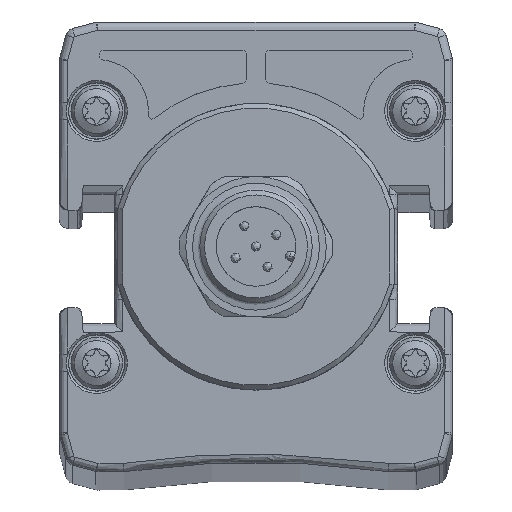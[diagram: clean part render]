
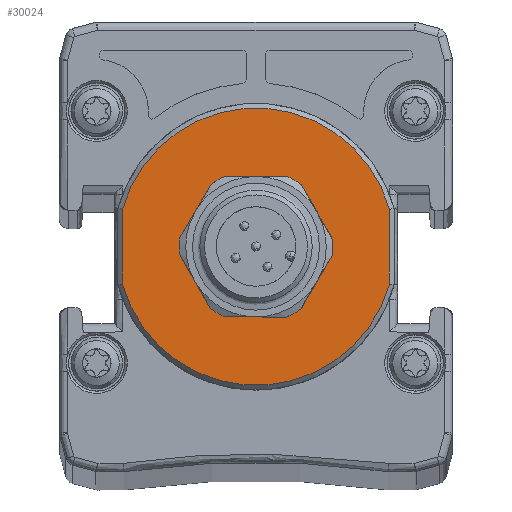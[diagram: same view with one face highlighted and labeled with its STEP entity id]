
A CAD part, top view. The second image highlights one B-rep face of the part: STEP entity #30024.
In plain terms, the highlighted planar face has unit normal (0, 0, 1).
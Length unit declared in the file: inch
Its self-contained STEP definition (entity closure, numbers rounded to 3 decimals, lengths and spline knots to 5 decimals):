
#6 = CARTESIAN_POINT ( 'NONE',  ( 0.13278, 0.29427, 44.21305 ) ) ;
#16 = ORIENTED_EDGE ( 'NONE', *, *, #24066, .T. ) ;
#117 = DIRECTION ( 'NONE',  ( 0., 0., -1. ) ) ;
#327 = AXIS2_PLACEMENT_3D ( 'NONE', #18102, #20500, #18248 ) ;
#428 = CARTESIAN_POINT ( 'NONE',  ( 0., 0., 44.21305 ) ) ;
#877 = CARTESIAN_POINT ( 'NONE',  ( 0., 0., 44.21305 ) ) ;
#1306 = ORIENTED_EDGE ( 'NONE', *, *, #5562, .F. ) ;
#1799 = CARTESIAN_POINT ( 'NONE',  ( -0.56106, 0.15737, 44.21305 ) ) ;
#1934 = DIRECTION ( 'NONE',  ( -0.507, -0.862, 0. ) ) ;
#2046 = ORIENTED_EDGE ( 'NONE', *, *, #29942, .F. ) ;
#2138 = DIRECTION ( 'NONE',  ( 0.493, -0.87, 0. ) ) ;
#2209 = ORIENTED_EDGE ( 'NONE', *, *, #17796, .T. ) ;
#2263 = CARTESIAN_POINT ( 'NONE',  ( -0.32123, -0.03214, 44.21305 ) ) ;
#2350 = CIRCLE ( 'NONE', #9613, 0.32283 ) ;
#2505 = CARTESIAN_POINT ( 'NONE',  ( -0.18845, 0.26212, 44.21305 ) ) ;
#2784 = PLANE ( 'NONE',  #5421 ) ;
#3057 = VERTEX_POINT ( 'NONE', #27032 ) ;
#3284 = VERTEX_POINT ( 'NONE', #22917 ) ;
#3574 = ORIENTED_EDGE ( 'NONE', *, *, #11179, .T. ) ;
#3746 = CARTESIAN_POINT ( 'NONE',  ( 0., 0., 44.21305 ) ) ;
#4340 = DIRECTION ( 'NONE',  ( 0.507, 0.862, 0. ) ) ;
#4466 = CIRCLE ( 'NONE', #327, 0.58271 ) ;
#4582 = AXIS2_PLACEMENT_3D ( 'NONE', #29969, #20069, #24738 ) ;
#5136 = VERTEX_POINT ( 'NONE', #28670 ) ;
#5421 = AXIS2_PLACEMENT_3D ( 'NONE', #3746, #20925, #5582 ) ;
#5562 = EDGE_CURVE ( 'NONE', #24691, #13972, #29724, .T. ) ;
#5582 = DIRECTION ( 'NONE',  ( 1., 0., 0. ) ) ;
#5609 = VECTOR ( 'NONE', #12419, 39.37008 ) ;
#5928 = AXIS2_PLACEMENT_3D ( 'NONE', #17007, #26763, #14575 ) ;
#6504 = VERTEX_POINT ( 'NONE', #2263 ) ;
#6591 = AXIS2_PLACEMENT_3D ( 'NONE', #25232, #7961, #15106 ) ;
#6941 = VECTOR ( 'NONE', #15308, 39.37008 ) ;
#7060 = VECTOR ( 'NONE', #4340, 39.37008 ) ;
#7589 = EDGE_CURVE ( 'NONE', #24598, #22977, #9634, .T. ) ;
#7869 = EDGE_CURVE ( 'NONE', #9181, #14069, #9525, .T. ) ;
#7961 = DIRECTION ( 'NONE',  ( 0., 0., -1. ) ) ;
#8049 = EDGE_CURVE ( 'NONE', #3284, #13972, #4466, .T. ) ;
#8227 = CIRCLE ( 'NONE', #4582, 0.58271 ) ;
#8280 = AXIS2_PLACEMENT_3D ( 'NONE', #12491, #22790, #27432 ) ;
#8642 = CARTESIAN_POINT ( 'NONE',  ( 0., 0., 44.21305 ) ) ;
#8682 = DIRECTION ( 'NONE',  ( -0.493, 0.87, 0. ) ) ;
#9023 = CARTESIAN_POINT ( 'NONE',  ( -0.12825, 0.29627, 44.21305 ) ) ;
#9181 = VERTEX_POINT ( 'NONE', #17723 ) ;
#9525 = LINE ( 'NONE', #14747, #7060 ) ;
#9613 = AXIS2_PLACEMENT_3D ( 'NONE', #877, #15517, #8682 ) ;
#9632 = AXIS2_PLACEMENT_3D ( 'NONE', #428, #117, #10019 ) ;
#9634 = LINE ( 'NONE', #19520, #25083 ) ;
#9796 = LINE ( 'NONE', #19675, #5609 ) ;
#9971 = VECTOR ( 'NONE', #21903, 39.37008 ) ;
#10019 = DIRECTION ( 'NONE',  ( -0.493, 0.87, 0. ) ) ;
#10626 = CARTESIAN_POINT ( 'NONE',  ( 0.32123, 0.03214, 44.21305 ) ) ;
#11179 = EDGE_CURVE ( 'NONE', #25580, #24598, #2350, .T. ) ;
#11760 = VECTOR ( 'NONE', #1934, 39.37008 ) ;
#11993 = ORIENTED_EDGE ( 'NONE', *, *, #8049, .T. ) ;
#12419 = DIRECTION ( 'NONE',  ( 1., -0.008, 0. ) ) ;
#12491 = CARTESIAN_POINT ( 'NONE',  ( 0., 0., 44.21305 ) ) ;
#12531 = CARTESIAN_POINT ( 'NONE',  ( 0.19245, 0.2592, 44.21305 ) ) ;
#12913 = EDGE_CURVE ( 'NONE', #31101, #25580, #9796, .T. ) ;
#13012 = CARTESIAN_POINT ( 'NONE',  ( -0.13278, -0.29427, 44.21305 ) ) ;
#13045 = LINE ( 'NONE', #30051, #27445 ) ;
#13113 = EDGE_CURVE ( 'NONE', #23223, #24691, #8227, .T. ) ;
#13870 = CARTESIAN_POINT ( 'NONE',  ( -0.56106, 0., 44.21305 ) ) ;
#13972 = VERTEX_POINT ( 'NONE', #24838 ) ;
#14069 = VERTEX_POINT ( 'NONE', #2505 ) ;
#14274 = AXIS2_PLACEMENT_3D ( 'NONE', #8642, #15368, #28148 ) ;
#14312 = LINE ( 'NONE', #24129, #11760 ) ;
#14575 = DIRECTION ( 'NONE',  ( -0.493, 0.87, 0. ) ) ;
#14654 = ORIENTED_EDGE ( 'NONE', *, *, #12913, .T. ) ;
#14747 = CARTESIAN_POINT ( 'NONE',  ( -0.3207, 0.03707, 44.21305 ) ) ;
#15106 = DIRECTION ( 'NONE',  ( -0.493, 0.87, 0. ) ) ;
#15159 = FACE_OUTER_BOUND ( 'NONE', #25708, .T. ) ;
#15308 = DIRECTION ( 'NONE',  ( 0., -1., 0. ) ) ;
#15368 = DIRECTION ( 'NONE',  ( 0., 0., -1. ) ) ;
#15517 = DIRECTION ( 'NONE',  ( 0., 0., -1. ) ) ;
#15829 = ORIENTED_EDGE ( 'NONE', *, *, #30587, .T. ) ;
#16642 = LINE ( 'NONE', #13870, #22132 ) ;
#17007 = CARTESIAN_POINT ( 'NONE',  ( 0., 0., 44.21305 ) ) ;
#17172 = ORIENTED_EDGE ( 'NONE', *, *, #28577, .T. ) ;
#17723 = CARTESIAN_POINT ( 'NONE',  ( -0.3207, 0.03707, 44.21305 ) ) ;
#17796 = EDGE_CURVE ( 'NONE', #28424, #5136, #19645, .T. ) ;
#18102 = CARTESIAN_POINT ( 'NONE',  ( 0., 0., 44.21305 ) ) ;
#18248 = DIRECTION ( 'NONE',  ( -1., 0., 0. ) ) ;
#18659 = ORIENTED_EDGE ( 'NONE', *, *, #28769, .T. ) ;
#18891 = EDGE_CURVE ( 'NONE', #6504, #9181, #29084, .T. ) ;
#19015 = EDGE_LOOP ( 'NONE', ( #25882, #16, #14654, #3574, #20105, #18659, #17172, #22225, #20156, #2209, #15829, #26757 ) ) ;
#19520 = CARTESIAN_POINT ( 'NONE',  ( 0.19245, 0.2592, 44.21305 ) ) ;
#19645 = CIRCLE ( 'NONE', #8280, 0.32283 ) ;
#19675 = CARTESIAN_POINT ( 'NONE',  ( -0.12825, 0.29627, 44.21305 ) ) ;
#19970 = CARTESIAN_POINT ( 'NONE',  ( 0.12825, -0.29627, 44.21305 ) ) ;
#20069 = DIRECTION ( 'NONE',  ( 0., 0., -1. ) ) ;
#20105 = ORIENTED_EDGE ( 'NONE', *, *, #7589, .T. ) ;
#20156 = ORIENTED_EDGE ( 'NONE', *, *, #21352, .T. ) ;
#20500 = DIRECTION ( 'NONE',  ( 0., 0., 1. ) ) ;
#20925 = DIRECTION ( 'NONE',  ( 0., 0., 1. ) ) ;
#21290 = ORIENTED_EDGE ( 'NONE', *, *, #13113, .F. ) ;
#21352 = EDGE_CURVE ( 'NONE', #22441, #28424, #24803, .T. ) ;
#21903 = DIRECTION ( 'NONE',  ( -1., 0.008, 0. ) ) ;
#22132 = VECTOR ( 'NONE', #23697, 39.37008 ) ;
#22225 = ORIENTED_EDGE ( 'NONE', *, *, #26129, .T. ) ;
#22441 = VERTEX_POINT ( 'NONE', #23129 ) ;
#22790 = DIRECTION ( 'NONE',  ( 0., 0., -1. ) ) ;
#22868 = DIRECTION ( 'NONE',  ( -0.493, 0.87, 0. ) ) ;
#22917 = CARTESIAN_POINT ( 'NONE',  ( -0.56106, -0.15737, 44.21305 ) ) ;
#22977 = VERTEX_POINT ( 'NONE', #10626 ) ;
#23129 = CARTESIAN_POINT ( 'NONE',  ( 0.12825, -0.29627, 44.21305 ) ) ;
#23223 = VERTEX_POINT ( 'NONE', #1799 ) ;
#23393 = CARTESIAN_POINT ( 'NONE',  ( 0.3207, -0.03707, 44.21305 ) ) ;
#23561 = CIRCLE ( 'NONE', #9632, 0.32283 ) ;
#23697 = DIRECTION ( 'NONE',  ( 0., 1., 0. ) ) ;
#24066 = EDGE_CURVE ( 'NONE', #14069, #31101, #23561, .T. ) ;
#24129 = CARTESIAN_POINT ( 'NONE',  ( 0.3207, -0.03707, 44.21305 ) ) ;
#24598 = VERTEX_POINT ( 'NONE', #12531 ) ;
#24691 = VERTEX_POINT ( 'NONE', #25257 ) ;
#24738 = DIRECTION ( 'NONE',  ( -1., 0., 0. ) ) ;
#24803 = LINE ( 'NONE', #19970, #9971 ) ;
#24838 = CARTESIAN_POINT ( 'NONE',  ( 0.56106, -0.15737, 44.21305 ) ) ;
#24973 = FACE_BOUND ( 'NONE', #19015, .T. ) ;
#25083 = VECTOR ( 'NONE', #2138, 39.37008 ) ;
#25232 = CARTESIAN_POINT ( 'NONE',  ( 0., 0., 44.21305 ) ) ;
#25257 = CARTESIAN_POINT ( 'NONE',  ( 0.56106, 0.15737, 44.21305 ) ) ;
#25580 = VERTEX_POINT ( 'NONE', #6 ) ;
#25708 = EDGE_LOOP ( 'NONE', ( #21290, #2046, #11993, #1306 ) ) ;
#25882 = ORIENTED_EDGE ( 'NONE', *, *, #7869, .T. ) ;
#26129 = EDGE_CURVE ( 'NONE', #3057, #22441, #28125, .T. ) ;
#26757 = ORIENTED_EDGE ( 'NONE', *, *, #18891, .T. ) ;
#26763 = DIRECTION ( 'NONE',  ( 0., 0., -1. ) ) ;
#27032 = CARTESIAN_POINT ( 'NONE',  ( 0.18845, -0.26212, 44.21305 ) ) ;
#27432 = DIRECTION ( 'NONE',  ( -0.493, 0.87, 0. ) ) ;
#27445 = VECTOR ( 'NONE', #22868, 39.37008 ) ;
#28125 = CIRCLE ( 'NONE', #14274, 0.32283 ) ;
#28148 = DIRECTION ( 'NONE',  ( -0.493, 0.87, 0. ) ) ;
#28424 = VERTEX_POINT ( 'NONE', #13012 ) ;
#28577 = EDGE_CURVE ( 'NONE', #31065, #3057, #14312, .T. ) ;
#28670 = CARTESIAN_POINT ( 'NONE',  ( -0.19245, -0.2592, 44.21305 ) ) ;
#28769 = EDGE_CURVE ( 'NONE', #22977, #31065, #31782, .T. ) ;
#29084 = CIRCLE ( 'NONE', #5928, 0.32283 ) ;
#29724 = LINE ( 'NONE', #30017, #6941 ) ;
#29942 = EDGE_CURVE ( 'NONE', #3284, #23223, #16642, .T. ) ;
#29969 = CARTESIAN_POINT ( 'NONE',  ( 0., 0., 44.21305 ) ) ;
#30017 = CARTESIAN_POINT ( 'NONE',  ( 0.56106, 0., 44.21305 ) ) ;
#30024 = ADVANCED_FACE ( 'NONE', ( #15159, #24973 ), #2784, .T. ) ;
#30051 = CARTESIAN_POINT ( 'NONE',  ( -0.19245, -0.2592, 44.21305 ) ) ;
#30587 = EDGE_CURVE ( 'NONE', #5136, #6504, #13045, .T. ) ;
#31065 = VERTEX_POINT ( 'NONE', #23393 ) ;
#31101 = VERTEX_POINT ( 'NONE', #9023 ) ;
#31782 = CIRCLE ( 'NONE', #6591, 0.32283 ) ;
